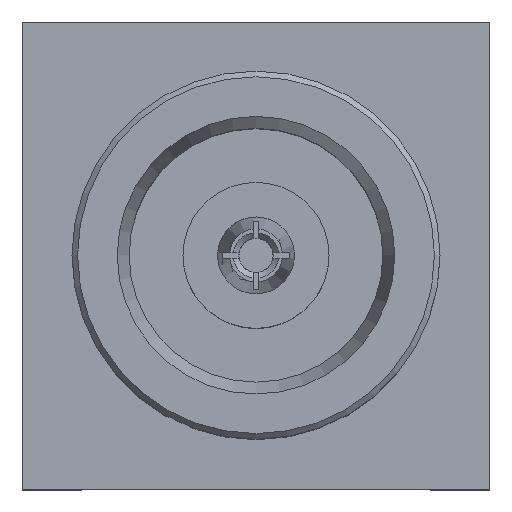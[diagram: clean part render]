
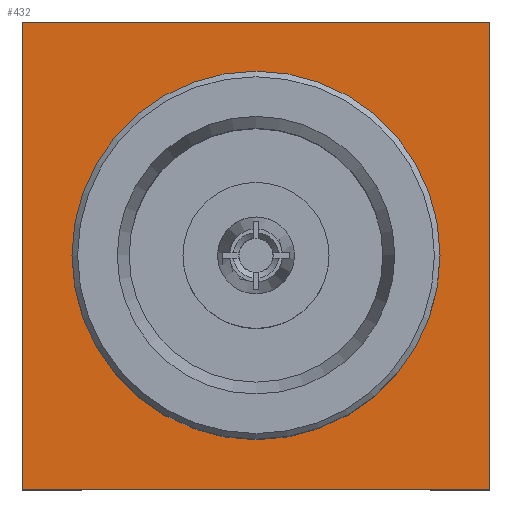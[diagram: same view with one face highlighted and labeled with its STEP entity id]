
A CAD part, top view. The second image highlights one B-rep face of the part: STEP entity #432.
In plain terms, the highlighted planar face has unit normal (0, 0, 1).
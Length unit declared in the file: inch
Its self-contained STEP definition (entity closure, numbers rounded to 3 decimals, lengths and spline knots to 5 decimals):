
#50 = DIRECTION ( 'NONE',  ( -1., 0., 0. ) ) ;
#99 = VERTEX_POINT ( 'NONE', #1258 ) ;
#146 = CARTESIAN_POINT ( 'NONE',  ( -0.125, -0.125, 0. ) ) ;
#160 = CARTESIAN_POINT ( 'NONE',  ( 0., 0., 0. ) ) ;
#183 = VERTEX_POINT ( 'NONE', #1014 ) ;
#213 = ORIENTED_EDGE ( 'NONE', *, *, #1358, .T. ) ;
#352 = DIRECTION ( 'NONE',  ( 1., 0., 0. ) ) ;
#432 = ADVANCED_FACE ( 'NONE', ( #1371, #1831 ), #1075, .F. ) ;
#544 = EDGE_CURVE ( 'NONE', #99, #183, #1087, .T. ) ;
#590 = DIRECTION ( 'NONE',  ( 0., 1., 0. ) ) ;
#597 = VECTOR ( 'NONE', #590, 39.37008 ) ;
#619 = VERTEX_POINT ( 'NONE', #1278 ) ;
#748 = DIRECTION ( 'NONE',  ( -1., 0., 0. ) ) ;
#765 = DIRECTION ( 'NONE',  ( 0., 0., -1. ) ) ;
#767 = DIRECTION ( 'NONE',  ( 0., 0., 1. ) ) ;
#768 = LINE ( 'NONE', #1364, #597 ) ;
#803 = CARTESIAN_POINT ( 'NONE',  ( -0.125, -0.125, 0. ) ) ;
#835 = ORIENTED_EDGE ( 'NONE', *, *, #1948, .T. ) ;
#862 = EDGE_CURVE ( 'NONE', #1260, #1260, #1239, .T. ) ;
#939 = EDGE_LOOP ( 'NONE', ( #1718 ) ) ;
#969 = DIRECTION ( 'NONE',  ( 0., -1., 0. ) ) ;
#985 = EDGE_LOOP ( 'NONE', ( #835, #1085, #213, #1104 ) ) ;
#1009 = CARTESIAN_POINT ( 'NONE',  ( -0.125, 0.125, 0. ) ) ;
#1014 = CARTESIAN_POINT ( 'NONE',  ( 0.125, -0.125, 0. ) ) ;
#1075 = PLANE ( 'NONE',  #1135 ) ;
#1085 = ORIENTED_EDGE ( 'NONE', *, *, #1769, .T. ) ;
#1087 = LINE ( 'NONE', #803, #1647 ) ;
#1104 = ORIENTED_EDGE ( 'NONE', *, *, #544, .T. ) ;
#1135 = AXIS2_PLACEMENT_3D ( 'NONE', #160, #765, #969 ) ;
#1239 = CIRCLE ( 'NONE', #1853, 0.09843 ) ;
#1247 = DIRECTION ( 'NONE',  ( 0., -1., 0. ) ) ;
#1258 = CARTESIAN_POINT ( 'NONE',  ( -0.125, -0.125, 0. ) ) ;
#1260 = VERTEX_POINT ( 'NONE', #1735 ) ;
#1278 = CARTESIAN_POINT ( 'NONE',  ( 0.125, 0.125, 0. ) ) ;
#1358 = EDGE_CURVE ( 'NONE', #1497, #99, #1554, .T. ) ;
#1364 = CARTESIAN_POINT ( 'NONE',  ( 0.125, -0.125, 0. ) ) ;
#1371 = FACE_BOUND ( 'NONE', #939, .T. ) ;
#1497 = VERTEX_POINT ( 'NONE', #1009 ) ;
#1554 = LINE ( 'NONE', #146, #1653 ) ;
#1573 = LINE ( 'NONE', #1591, #1909 ) ;
#1591 = CARTESIAN_POINT ( 'NONE',  ( -0.125, 0.125, 0. ) ) ;
#1647 = VECTOR ( 'NONE', #352, 39.37008 ) ;
#1653 = VECTOR ( 'NONE', #1247, 39.37008 ) ;
#1657 = CARTESIAN_POINT ( 'NONE',  ( 0., 0., 0. ) ) ;
#1718 = ORIENTED_EDGE ( 'NONE', *, *, #862, .F. ) ;
#1735 = CARTESIAN_POINT ( 'NONE',  ( -0.09843, 0., 0. ) ) ;
#1769 = EDGE_CURVE ( 'NONE', #619, #1497, #1573, .T. ) ;
#1831 = FACE_OUTER_BOUND ( 'NONE', #985, .T. ) ;
#1853 = AXIS2_PLACEMENT_3D ( 'NONE', #1657, #767, #748 ) ;
#1909 = VECTOR ( 'NONE', #50, 39.37008 ) ;
#1948 = EDGE_CURVE ( 'NONE', #183, #619, #768, .T. ) ;
